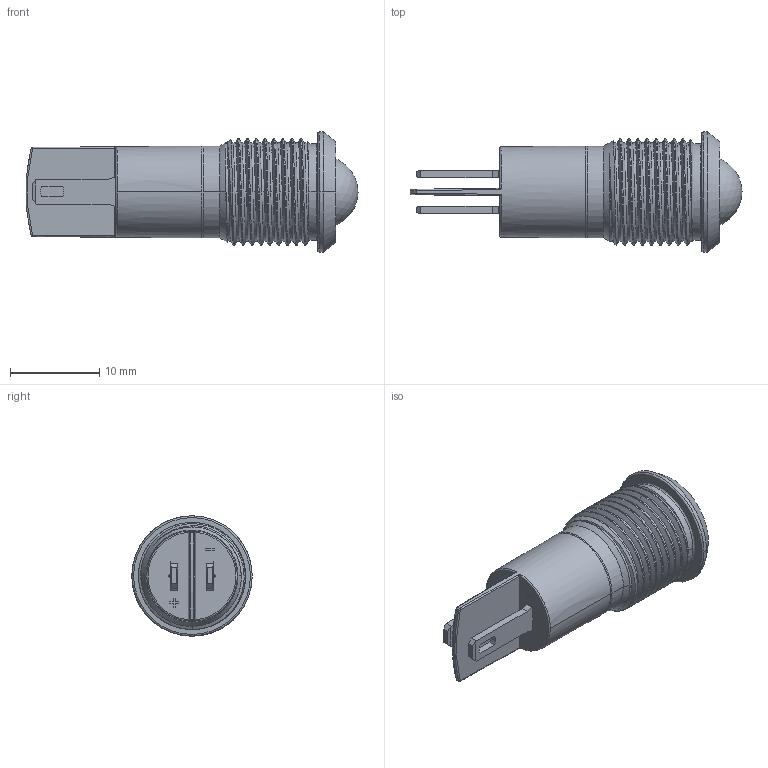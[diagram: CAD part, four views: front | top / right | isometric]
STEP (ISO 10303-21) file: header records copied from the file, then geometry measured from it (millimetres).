
FILE_DESCRIPTION(/* description */ (''),/* implementation_level */ '2;1');
FILE_NAME(/* name */ 'PVL12DLxxx.stp',/* time_stamp */ '2024-12-16T14:16:48-06:00',/* author */ ('jsteinblock'),/* organization */ (''),/* preprocessor_version */ 'ST-DEVELOPER v20',/* originating_system */ 'Autodesk Inventor 2022',/* authorisation */ '');
FILE_SCHEMA (('AUTOMOTIVE_DESIGN { 1 0 10303 214 3 1 1 }'));
Length unit declared in the file: inch
Products named in the file (1): PVL12DLxxx
Bounding box: 37.22 x 13.5 x 13.5 mm (x, y, z)
Volume: 817.1 mm3; surface area: 2835.1 mm2
Topology: 2 solids, 4 shells, 267 faces, 719 edges, 461 vertices
Faces by surface type: bspline 137, plane 110, cylinder 14, torus 4, sphere 2
Entity records: 26297 total; most frequent: CARTESIAN_POINT 20563, ORIENTED_EDGE 1430, DIRECTION 736, EDGE_CURVE 715, VERTEX_POINT 461, LINE 342, VECTOR 342, B_SPLINE_CURVE_WITH_KNOTS 307
